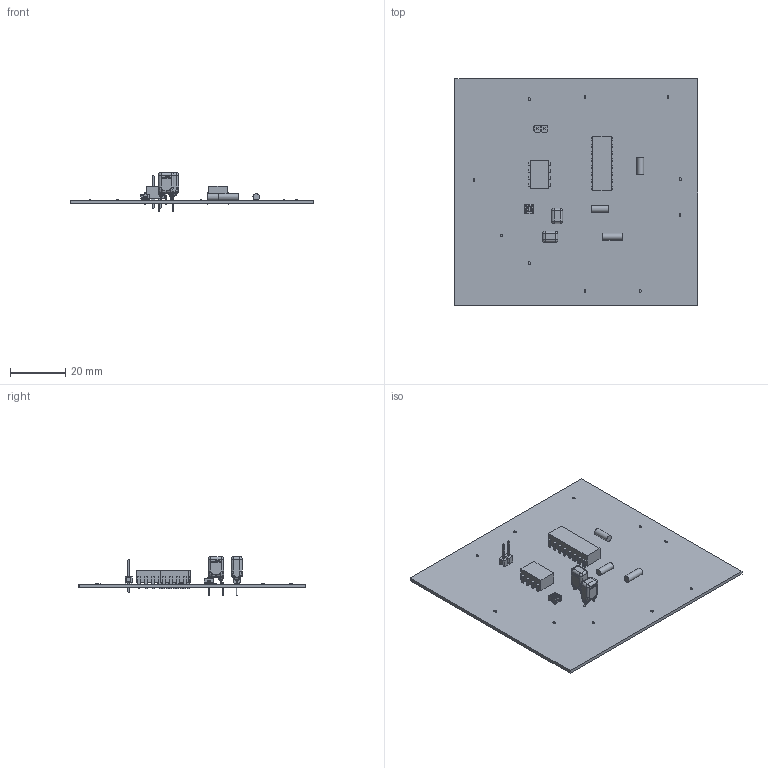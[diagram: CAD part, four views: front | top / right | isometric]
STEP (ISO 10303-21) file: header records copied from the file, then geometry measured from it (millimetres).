
FILE_DESCRIPTION(('Open CASCADE Model'),'2;1');
FILE_NAME('Open CASCADE Shape Model','2023-11-30T21:23:30',('Author'),( 'Open CASCADE'),'Open CASCADE STEP processor 7.5','Open CASCADE 7.5' ,'Unknown');
FILE_SCHEMA(('AUTOMOTIVE_DESIGN { 1 0 10303 214 1 1 1 1 }'));
Length unit declared in the file: millimetre
Products named in the file (55): PCB; Board; Open CASCADE STEP translator 7.5 1.1.1; U2; 7017156160; Extruded; 7017156320; 7017156480; 7017332320; U1; 7017156640; R4; 7017552880; Cylinder; R3; 5126846720; R2; 3313J-001; R1; 6416936256; LED10; Diode_ROHM_SML-P11UTT86_eec; 1; 2; 3; 4; 5; ROHM Logo; LED9; LED8; LED7; LED6; LED5; LED4; LED3; LED2; LED1; J1; Conn_Harwin_M20-9990246_eec; m20-9990246_asm ...
Assembly tree (134 placements, depth 5):
  PCB
    Board
      Open CASCADE STEP translator 7.5 1.1.1
    U2
      7017156160  x16
        Extruded
      7017156320  x16
        Extruded
      7017156480  x16
        Extruded
      7017332320
        Extruded
    U1
      7017156640
        Extruded
      7017156480  x8
        Extruded
      7017156320  x8
        Extruded
      7017156160  x8
        Extruded
    R4
      7017552880
        Cylinder
    R3
      5126846720
        Cylinder
    R2
      3313J-001
    R1
      6416936256
        Cylinder
    LED10
      Diode_ROHM_SML-P11UTT86_eec
        1
        2
        3
        4
        5
        ROHM Logo
    LED9
      Diode_ROHM_SML-P11UTT86_eec
        1
        2
        3
        4
        5
        ROHM Logo
    LED8
      Diode_ROHM_SML-P11UTT86_eec
        1
        2
        3
        4
        5
        ROHM Logo
    LED7
      Diode_ROHM_SML-P11UTT86_eec
        1
        2
Bounding box: 87.63 x 81.73 x 14 mm (x, y, z)
Volume: 9996.1 mm3; surface area: 16653.4 mm2
Topology: 208 solids, 208 shells, 3517 faces, 9063 edges, 5923 vertices
Faces by surface type: plane 2665, cylinder 435, bspline 340, sphere 64, torus 8, cone 5
Full cylindrical faces by diameter (mm): 0.5 x12, 2.4 x2, 2.5 x1
Entity records: 41115 total; most frequent: CARTESIAN_POINT 13927, ORIENTED_EDGE 5524, DIRECTION 5043, EDGE_CURVE 2762, LINE 2057, VECTOR 2057, VERTEX_POINT 1784, AXIS2_PLACEMENT_3D 1493
